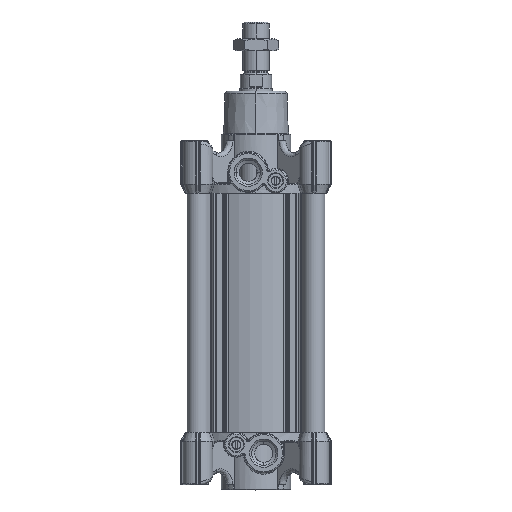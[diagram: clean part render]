
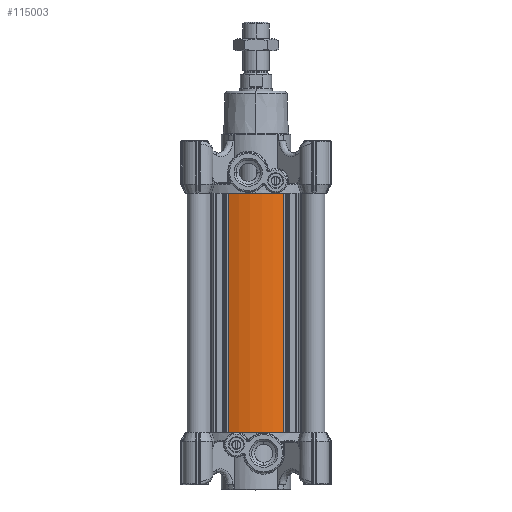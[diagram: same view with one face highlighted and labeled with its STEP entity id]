
A CAD part, top view. The second image highlights one B-rep face of the part: STEP entity #115003.
In plain terms, the highlighted cylindrical face has radius 52.75 mm (diameter 105.5 mm), a partial arc.
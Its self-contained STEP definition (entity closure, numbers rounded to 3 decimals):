
#1708 = VERTEX_POINT ( 'NONE', #153403 ) ;
#1739 = ORIENTED_EDGE ( 'NONE', *, *, #88021, .F. ) ;
#3752 = EDGE_CURVE ( 'NONE', #12878, #160396, #121049, .T. ) ;
#11041 = VECTOR ( 'NONE', #162326, 1000. ) ;
#11597 = AXIS2_PLACEMENT_3D ( 'NONE', #33642, #147991, #71477 ) ;
#12878 = VERTEX_POINT ( 'NONE', #87081 ) ;
#14093 = ORIENTED_EDGE ( 'NONE', *, *, #3752, .T. ) ;
#14908 = VECTOR ( 'NONE', #29929, 1000. ) ;
#15598 = DIRECTION ( 'NONE',  ( 1., 0., 0. ) ) ;
#27520 = EDGE_CURVE ( 'NONE', #109086, #160396, #131766, .T. ) ;
#29929 = DIRECTION ( 'NONE',  ( 0., 1., 0. ) ) ;
#33642 = CARTESIAN_POINT ( 'NONE',  ( 0., 40., 0. ) ) ;
#44069 = ORIENTED_EDGE ( 'NONE', *, *, #27520, .F. ) ;
#45379 = LINE ( 'NONE', #47057, #11041 ) ;
#47057 = CARTESIAN_POINT ( 'NONE',  ( 21.399, 165., 48.214 ) ) ;
#71477 = DIRECTION ( 'NONE',  ( 1., 0., 0. ) ) ;
#81469 = CIRCLE ( 'NONE', #11597, 52.75 ) ;
#82382 = CARTESIAN_POINT ( 'NONE',  ( 0., 165., 0. ) ) ;
#87081 = CARTESIAN_POINT ( 'NONE',  ( 21.399, 223., 48.214 ) ) ;
#88021 = EDGE_CURVE ( 'NONE', #1708, #109086, #81469, .T. ) ;
#88867 = AXIS2_PLACEMENT_3D ( 'NONE', #143427, #105700, #15598 ) ;
#93868 = CARTESIAN_POINT ( 'NONE',  ( -21.399, 165., 48.214 ) ) ;
#96879 = EDGE_CURVE ( 'NONE', #1708, #12878, #45379, .T. ) ;
#105700 = DIRECTION ( 'NONE',  ( 0., -1., 0. ) ) ;
#109086 = VERTEX_POINT ( 'NONE', #113023 ) ;
#113023 = CARTESIAN_POINT ( 'NONE',  ( -21.399, 40., 48.214 ) ) ;
#115003 = ADVANCED_FACE ( 'NONE', ( #118697 ), #160584, .T. ) ;
#118697 = FACE_OUTER_BOUND ( 'NONE', #122971, .T. ) ;
#120362 = DIRECTION ( 'NONE',  ( -1., 0., 0. ) ) ;
#121049 = CIRCLE ( 'NONE', #88867, 52.75 ) ;
#122971 = EDGE_LOOP ( 'NONE', ( #14093, #44069, #1739, #137341 ) ) ;
#131766 = LINE ( 'NONE', #93868, #14908 ) ;
#133320 = CARTESIAN_POINT ( 'NONE',  ( -21.399, 223., 48.214 ) ) ;
#133758 = DIRECTION ( 'NONE',  ( 0., 1., 0. ) ) ;
#137341 = ORIENTED_EDGE ( 'NONE', *, *, #96879, .T. ) ;
#143427 = CARTESIAN_POINT ( 'NONE',  ( 0., 223., 0. ) ) ;
#147991 = DIRECTION ( 'NONE',  ( 0., -1., 0. ) ) ;
#153403 = CARTESIAN_POINT ( 'NONE',  ( 21.399, 40., 48.214 ) ) ;
#158237 = AXIS2_PLACEMENT_3D ( 'NONE', #82382, #133758, #120362 ) ;
#160396 = VERTEX_POINT ( 'NONE', #133320 ) ;
#160584 = CYLINDRICAL_SURFACE ( 'NONE', #158237, 52.75 ) ;
#162326 = DIRECTION ( 'NONE',  ( 0., 1., 0. ) ) ;
